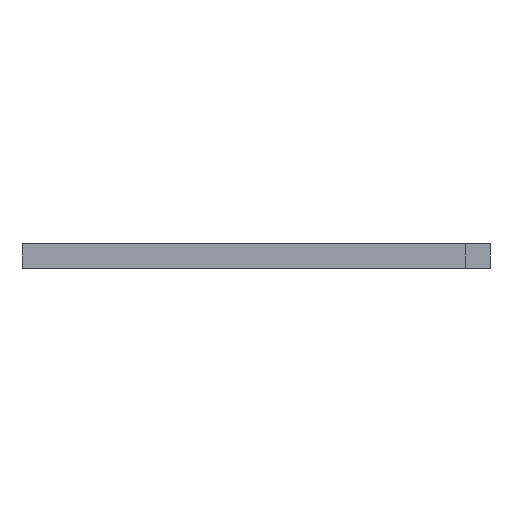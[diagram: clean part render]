
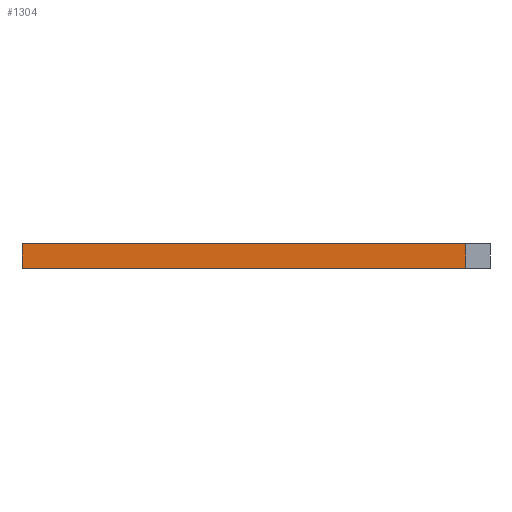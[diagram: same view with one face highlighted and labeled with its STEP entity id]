
A CAD part, left-side view. The second image highlights one B-rep face of the part: STEP entity #1304.
In plain terms, the highlighted planar face has unit normal (-1, 0, 0).
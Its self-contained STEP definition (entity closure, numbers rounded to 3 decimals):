
#110 = VERTEX_POINT ( 'NONE', #139 ) ;
#118 = AXIS2_PLACEMENT_3D ( 'NONE', #794, #2244, #996 ) ;
#119 = ORIENTED_EDGE ( 'NONE', *, *, #736, .T. ) ;
#139 = CARTESIAN_POINT ( 'NONE',  ( -105., -46., 2.5 ) ) ;
#178 = VECTOR ( 'NONE', #265, 1000. ) ;
#265 = DIRECTION ( 'NONE',  ( 0., 0., -1. ) ) ;
#305 = VECTOR ( 'NONE', #2637, 1000. ) ;
#446 = EDGE_CURVE ( 'NONE', #998, #1238, #2109, .T. ) ;
#454 = CARTESIAN_POINT ( 'NONE',  ( -105., -46., -2.5 ) ) ;
#579 = CARTESIAN_POINT ( 'NONE',  ( -105., 46., -2.5 ) ) ;
#617 = VECTOR ( 'NONE', #1024, 1000. ) ;
#641 = EDGE_CURVE ( 'NONE', #1243, #110, #1717, .T. ) ;
#697 = CARTESIAN_POINT ( 'NONE',  ( -105., 46., 2.5 ) ) ;
#727 = LINE ( 'NONE', #697, #178 ) ;
#736 = EDGE_CURVE ( 'NONE', #1243, #998, #727, .T. ) ;
#794 = CARTESIAN_POINT ( 'NONE',  ( -105., -46., 2.5 ) ) ;
#978 = CARTESIAN_POINT ( 'NONE',  ( -105., -46., -2.5 ) ) ;
#996 = DIRECTION ( 'NONE',  ( 0., 0., -1. ) ) ;
#998 = VERTEX_POINT ( 'NONE', #579 ) ;
#1024 = DIRECTION ( 'NONE',  ( 0., 0., -1. ) ) ;
#1060 = DIRECTION ( 'NONE',  ( 0., -1., 0. ) ) ;
#1168 = EDGE_LOOP ( 'NONE', ( #1681, #1439, #2033, #119 ) ) ;
#1238 = VERTEX_POINT ( 'NONE', #978 ) ;
#1243 = VERTEX_POINT ( 'NONE', #2659 ) ;
#1304 = ADVANCED_FACE ( 'NONE', ( #1815 ), #1822, .F. ) ;
#1439 = ORIENTED_EDGE ( 'NONE', *, *, #2556, .F. ) ;
#1681 = ORIENTED_EDGE ( 'NONE', *, *, #446, .T. ) ;
#1717 = LINE ( 'NONE', #2505, #305 ) ;
#1815 = FACE_OUTER_BOUND ( 'NONE', #1168, .T. ) ;
#1822 = PLANE ( 'NONE',  #118 ) ;
#2033 = ORIENTED_EDGE ( 'NONE', *, *, #641, .F. ) ;
#2109 = LINE ( 'NONE', #454, #2332 ) ;
#2244 = DIRECTION ( 'NONE',  ( 1., 0., 0. ) ) ;
#2332 = VECTOR ( 'NONE', #1060, 1000. ) ;
#2467 = CARTESIAN_POINT ( 'NONE',  ( -105., -46., 2.5 ) ) ;
#2505 = CARTESIAN_POINT ( 'NONE',  ( -105., -46., 2.5 ) ) ;
#2556 = EDGE_CURVE ( 'NONE', #110, #1238, #2616, .T. ) ;
#2616 = LINE ( 'NONE', #2467, #617 ) ;
#2637 = DIRECTION ( 'NONE',  ( 0., -1., 0. ) ) ;
#2659 = CARTESIAN_POINT ( 'NONE',  ( -105., 46., 2.5 ) ) ;
